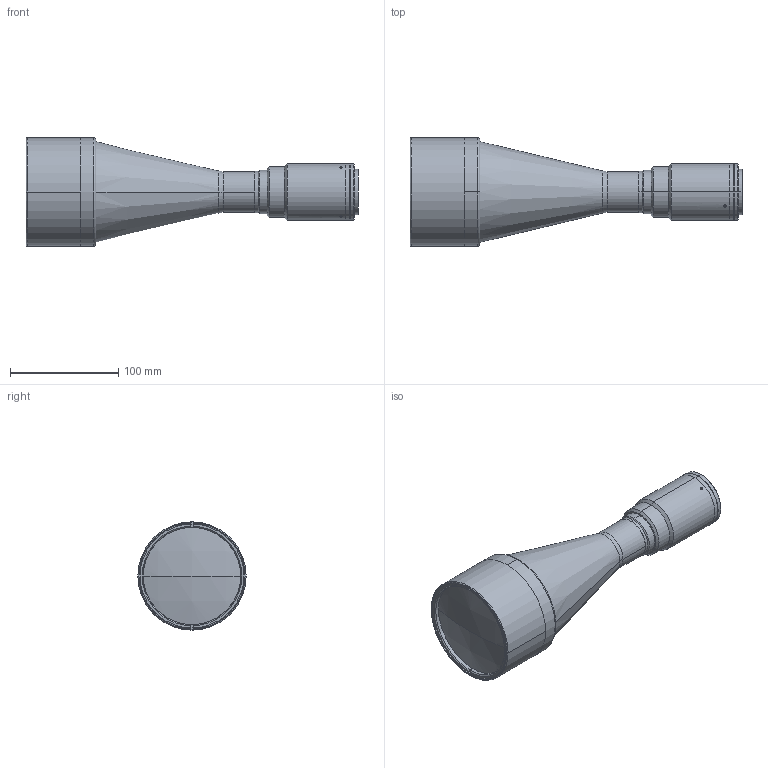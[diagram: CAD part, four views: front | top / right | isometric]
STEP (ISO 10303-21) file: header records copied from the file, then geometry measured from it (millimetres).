
FILE_DESCRIPTION (( 'STEP AP203' ), '1' );
FILE_NAME ('DP71437_TC4MHR064-E.step', '2021-10-05T09:49:52', ( '' ), ( '' ), 'SwSTEP 2.0', 'SolidWorks 2021', '' );
FILE_SCHEMA (( 'CONFIG_CONTROL_DESIGN' ));
Length unit declared in the file: millimetre
Products named in the file (1): DP71437_TC4MHR064-E
Bounding box: 306.66 x 100 x 100 mm (x, y, z)
Surface area: 95094.2 mm2 (no closed solid volume)
Topology: 0 solids, 15 shells, 95 faces, 260 edges, 181 vertices
Faces by surface type: plane 37, cylinder 34, cone 16, torus 6, sphere 2
Entity records: 3321 total; most frequent: CARTESIAN_POINT 777, DIRECTION 562, ORIENTED_EDGE 422, EDGE_CURVE 260, AXIS2_PLACEMENT_3D 222, VERTEX_POINT 181, CIRCLE 126, LINE 118
